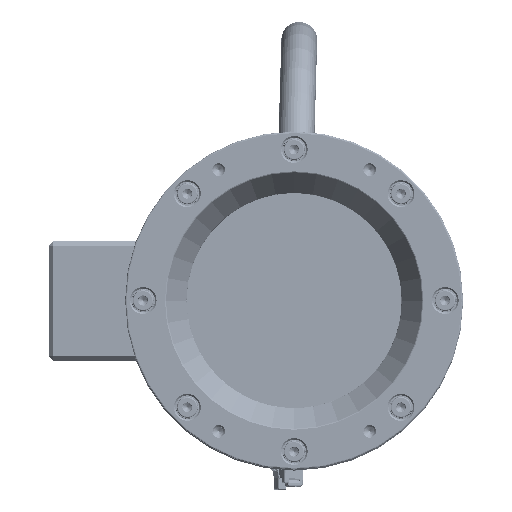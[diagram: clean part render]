
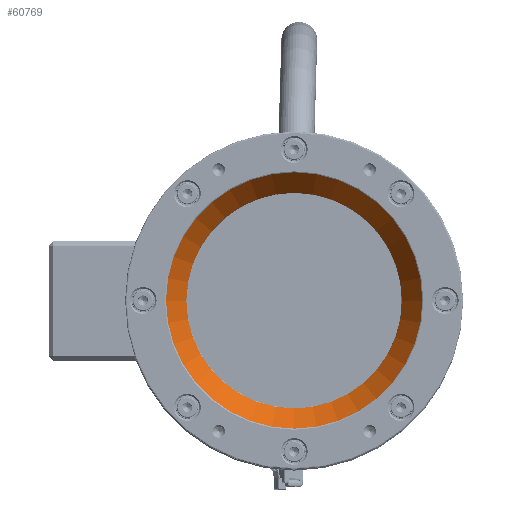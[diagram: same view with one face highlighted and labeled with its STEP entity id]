
A CAD part, top view. The second image highlights one B-rep face of the part: STEP entity #60769.
In plain terms, the highlighted conical face has half-angle 34.992 degrees and reference radius 39.5 mm.
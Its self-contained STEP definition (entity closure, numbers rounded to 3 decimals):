
#5910=CONICAL_SURFACE('',#65436,39.5,0.611);
#6657=LINE('',#94447,#11681);
#11681=VECTOR('',#72747,39.5);
#17527=FACE_OUTER_BOUND('',#21168,.T.);
#21168=EDGE_LOOP('',(#44503,#44504,#44505,#44506));
#24802=CIRCLE('',#65434,42.829);
#24803=CIRCLE('',#65437,36.054);
#27500=VERTEX_POINT('',#94439);
#27501=VERTEX_POINT('',#94445);
#33911=EDGE_CURVE('',#27500,#27500,#24802,.T.);
#33913=EDGE_CURVE('',#27501,#27501,#24803,.T.);
#33914=EDGE_CURVE('',#27501,#27500,#6657,.T.);
#44503=ORIENTED_EDGE('',*,*,#33913,.F.);
#44504=ORIENTED_EDGE('',*,*,#33914,.T.);
#44505=ORIENTED_EDGE('',*,*,#33911,.F.);
#44506=ORIENTED_EDGE('',*,*,#33914,.F.);
#60769=ADVANCED_FACE('',(#17527),#5910,.F.);
#65434=AXIS2_PLACEMENT_3D('',#94441,#72738,#72739);
#65436=AXIS2_PLACEMENT_3D('',#94444,#72743,#72744);
#65437=AXIS2_PLACEMENT_3D('',#94446,#72745,#72746);
#72738=DIRECTION('center_axis',(0.,0.,1.));
#72739=DIRECTION('ref_axis',(1.,0.,0.));
#72743=DIRECTION('center_axis',(0.,0.,-1.));
#72744=DIRECTION('ref_axis',(1.,0.,0.));
#72745=DIRECTION('center_axis',(0.,0.,-1.));
#72746=DIRECTION('ref_axis',(1.,0.,0.));
#72747=DIRECTION('',(-0.573,0.,-0.819));
#94439=CARTESIAN_POINT('',(-42.829,0.,0.244));
#94441=CARTESIAN_POINT('Origin',(0.,0.,0.244));
#94444=CARTESIAN_POINT('Origin',(0.,0.,5.));
#94445=CARTESIAN_POINT('',(-36.054,0.,9.923));
#94446=CARTESIAN_POINT('Origin',(0.,0.,9.923));
#94447=CARTESIAN_POINT('',(-39.5,0.,5.));
